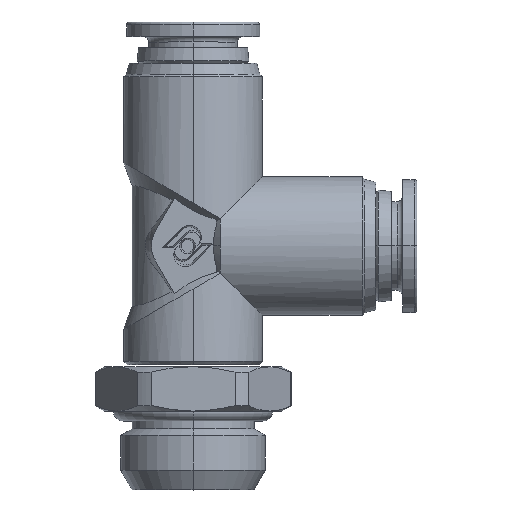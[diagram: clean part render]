
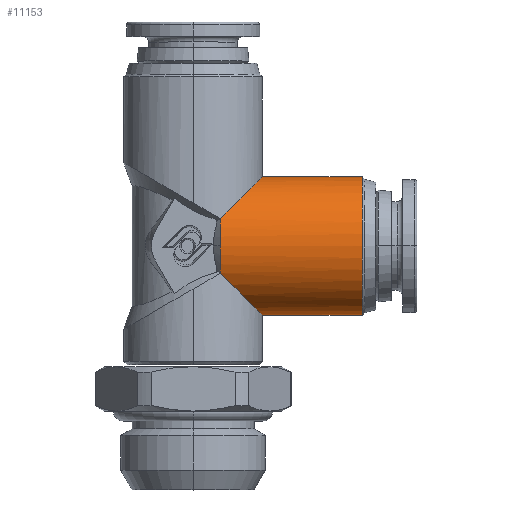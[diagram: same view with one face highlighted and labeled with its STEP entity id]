
A CAD part, top view. The second image highlights one B-rep face of the part: STEP entity #11153.
In plain terms, the highlighted cylindrical face has radius 6.25 mm (diameter 12.5 mm), a partial arc.
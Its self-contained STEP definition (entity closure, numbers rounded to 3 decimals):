
#169 = FACE_OUTER_BOUND ( 'NONE', #12031, .T. ) ;
#345 = DIRECTION ( 'NONE',  ( 0., 0., -1. ) ) ;
#468 = CARTESIAN_POINT ( 'NONE',  ( 2.467, 17.367, 5.742 ) ) ;
#650 = CARTESIAN_POINT ( 'NONE',  ( 6.25, 21.15, 0. ) ) ;
#815 = CARTESIAN_POINT ( 'NONE',  ( 6.25, 8.65, 0. ) ) ;
#1228 = AXIS2_PLACEMENT_3D ( 'NONE', #12631, #5951, #13760 ) ;
#1306 =( BOUNDED_CURVE ( )  B_SPLINE_CURVE ( 3, ( #650, #8474, #4246, #12059 ),
 .UNSPECIFIED., .F., .T. ) 
 B_SPLINE_CURVE_WITH_KNOTS ( ( 4, 4 ),
 ( 3.142, 4.307 ),
 .UNSPECIFIED. ) 
 CURVE ( )  GEOMETRIC_REPRESENTATION_ITEM ( )  RATIONAL_B_SPLINE_CURVE ( ( 1., 0.89, 0.89, 1. ) ) 
 REPRESENTATION_ITEM ( '' )  );
#1712 = ORIENTED_EDGE ( 'NONE', *, *, #13792, .T. ) ;
#1955 = CARTESIAN_POINT ( 'NONE',  ( 0., 21.15, 0. ) ) ;
#2311 =( BOUNDED_CURVE ( )  B_SPLINE_CURVE ( 3, ( #7461, #8601, #4131, #11946 ),
 .UNSPECIFIED., .F., .F. ) 
 B_SPLINE_CURVE_WITH_KNOTS ( ( 4, 4 ),
 ( 5.118, 6.283 ),
 .UNSPECIFIED. ) 
 CURVE ( )  GEOMETRIC_REPRESENTATION_ITEM ( )  RATIONAL_B_SPLINE_CURVE ( ( 1., 0.89, 0.89, 1. ) ) 
 REPRESENTATION_ITEM ( '' )  );
#2580 = ORIENTED_EDGE ( 'NONE', *, *, #9383, .T. ) ;
#2663 = CARTESIAN_POINT ( 'NONE',  ( 0., 14.9, 0. ) ) ;
#3322 = AXIS2_PLACEMENT_3D ( 'NONE', #3663, #11491, #4788 ) ;
#3336 = VERTEX_POINT ( 'NONE', #6456 ) ;
#3581 = EDGE_CURVE ( 'NONE', #6736, #5970, #11072, .T. ) ;
#3663 = CARTESIAN_POINT ( 'NONE',  ( 15.268, 14.9, 0. ) ) ;
#3826 = EDGE_CURVE ( 'NONE', #3336, #13820, #5546, .T. ) ;
#3982 = CIRCLE ( 'NONE', #1228, 6.25 ) ;
#4131 = CARTESIAN_POINT ( 'NONE',  ( 6.25, 8.65, 2.575 ) ) ;
#4246 = CARTESIAN_POINT ( 'NONE',  ( 4.833, 19.733, 4.726 ) ) ;
#4494 = ORIENTED_EDGE ( 'NONE', *, *, #14409, .T. ) ;
#4788 = DIRECTION ( 'NONE',  ( 0., -1., 0. ) ) ;
#4872 = DIRECTION ( 'NONE',  ( -1., 0., 0. ) ) ;
#4910 = DIRECTION ( 'NONE',  ( -1., 0., 0. ) ) ;
#5546 = LINE ( 'NONE', #1955, #8525 ) ;
#5859 = EDGE_CURVE ( 'NONE', #7336, #7481, #11948, .T. ) ;
#5951 = DIRECTION ( 'NONE',  ( 1., 0., 0. ) ) ;
#5970 = VERTEX_POINT ( 'NONE', #13051 ) ;
#6204 = AXIS2_PLACEMENT_3D ( 'NONE', #13776, #7088, #345 ) ;
#6270 = ORIENTED_EDGE ( 'NONE', *, *, #3581, .T. ) ;
#6436 = ORIENTED_EDGE ( 'NONE', *, *, #3826, .T. ) ;
#6456 = CARTESIAN_POINT ( 'NONE',  ( 15.268, 21.15, 0. ) ) ;
#6736 = VERTEX_POINT ( 'NONE', #7226 ) ;
#7088 = DIRECTION ( 'NONE',  ( 1., 0., 0. ) ) ;
#7165 = DIRECTION ( 'NONE',  ( 0., -1., 0. ) ) ;
#7226 = CARTESIAN_POINT ( 'NONE',  ( 2.467, 14.9, 6.25 ) ) ;
#7336 = VERTEX_POINT ( 'NONE', #9454 ) ;
#7461 = CARTESIAN_POINT ( 'NONE',  ( 2.467, 12.433, 5.742 ) ) ;
#7481 = VERTEX_POINT ( 'NONE', #815 ) ;
#7682 = VERTEX_POINT ( 'NONE', #468 ) ;
#7740 = CYLINDRICAL_SURFACE ( 'NONE', #8160, 6.25 ) ;
#8160 = AXIS2_PLACEMENT_3D ( 'NONE', #2663, #4872, #7165 ) ;
#8474 = CARTESIAN_POINT ( 'NONE',  ( 6.25, 21.15, 2.575 ) ) ;
#8525 = VECTOR ( 'NONE', #8686, 1000. ) ;
#8601 = CARTESIAN_POINT ( 'NONE',  ( 4.833, 10.067, 4.726 ) ) ;
#8686 = DIRECTION ( 'NONE',  ( -1., 0., 0. ) ) ;
#8896 = EDGE_CURVE ( 'NONE', #7336, #3336, #11695, .T. ) ;
#9383 = EDGE_CURVE ( 'NONE', #7682, #6736, #3982, .T. ) ;
#9454 = CARTESIAN_POINT ( 'NONE',  ( 15.268, 8.65, 0. ) ) ;
#10825 = CARTESIAN_POINT ( 'NONE',  ( 6.25, 21.15, 0. ) ) ;
#11072 = CIRCLE ( 'NONE', #6204, 6.25 ) ;
#11153 = ADVANCED_FACE ( 'NONE', ( #169 ), #7740, .T. ) ;
#11491 = DIRECTION ( 'NONE',  ( -1., 0., 0. ) ) ;
#11611 = CARTESIAN_POINT ( 'NONE',  ( 0., 8.65, 0. ) ) ;
#11675 = ORIENTED_EDGE ( 'NONE', *, *, #8896, .T. ) ;
#11695 = CIRCLE ( 'NONE', #3322, 6.25 ) ;
#11946 = CARTESIAN_POINT ( 'NONE',  ( 6.25, 8.65, 0. ) ) ;
#11948 = LINE ( 'NONE', #11611, #14557 ) ;
#12031 = EDGE_LOOP ( 'NONE', ( #11675, #6436, #4494, #2580, #6270, #1712, #14306 ) ) ;
#12059 = CARTESIAN_POINT ( 'NONE',  ( 2.467, 17.367, 5.742 ) ) ;
#12631 = CARTESIAN_POINT ( 'NONE',  ( 2.467, 14.9, 0. ) ) ;
#13051 = CARTESIAN_POINT ( 'NONE',  ( 2.467, 12.433, 5.742 ) ) ;
#13760 = DIRECTION ( 'NONE',  ( 0., 0., -1. ) ) ;
#13776 = CARTESIAN_POINT ( 'NONE',  ( 2.467, 14.9, 0. ) ) ;
#13792 = EDGE_CURVE ( 'NONE', #5970, #7481, #2311, .T. ) ;
#13820 = VERTEX_POINT ( 'NONE', #10825 ) ;
#14306 = ORIENTED_EDGE ( 'NONE', *, *, #5859, .F. ) ;
#14409 = EDGE_CURVE ( 'NONE', #13820, #7682, #1306, .T. ) ;
#14557 = VECTOR ( 'NONE', #4910, 1000. ) ;
